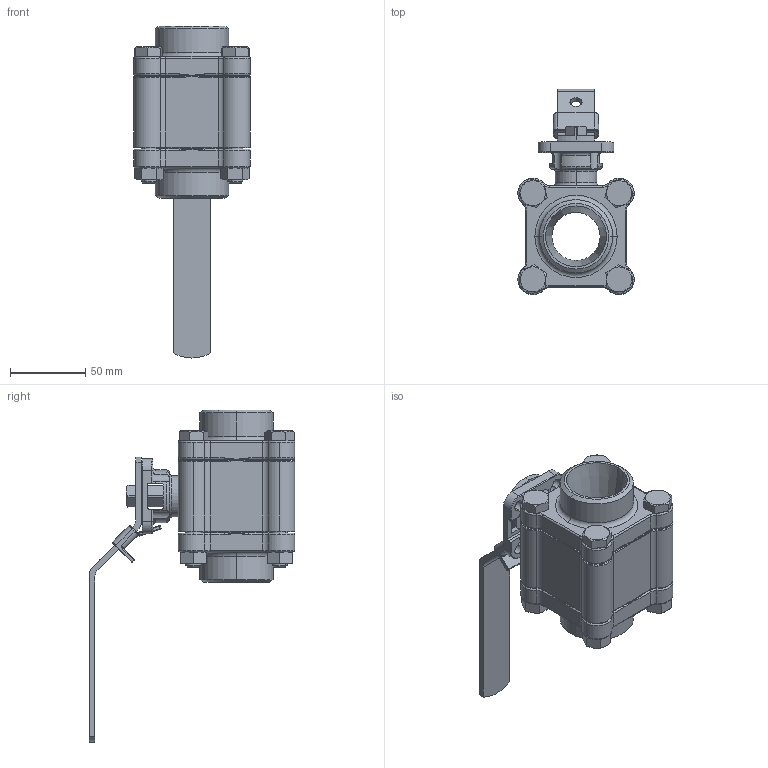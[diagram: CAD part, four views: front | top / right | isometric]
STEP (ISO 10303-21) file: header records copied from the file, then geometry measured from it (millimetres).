
FILE_DESCRIPTION (( 'STEP AP214' ), '1' );
FILE_NAME ('ZL9BK2G.STEP', '2010-09-29T05:49:51', ( 'Hsu22' ), ( 'Hollings' ), 'SwSTEP 2.0', 'SolidWorks 2008', '' );
FILE_SCHEMA (( 'AUTOMOTIVE_DESIGN' ));
Length unit declared in the file: millimetre
Products named in the file (7): SHA0L9T10E0_預設; SDDL9T10EA6_預設; YSHM10-84_預設; YNM10_預設; SB85BK2GBEX0_預設; SAL9T10TWFADX0_預設; ZL9BK2G
Assembly tree (13 placements, depth 2):
  ZL9BK2G
    YNM10_預設  x4
    SB85BK2GBEX0_預設  x2
    YSHM10-84_預設  x4
    SHA0L9T10E0_預設
    SDDL9T10EA6_預設
    SAL9T10TWFADX0_預設
Bounding box: 77.2 x 136.3 x 220.2 mm (x, y, z)
Volume: 306027.2 mm3; surface area: 116618.8 mm2
Topology: 13 solids, 13 shells, 726 faces, 1760 edges, 1032 vertices
Faces by surface type: cylinder 271, plane 181, torus 120, cone 95, bspline 39, sphere 20
Entity records: 16699 total; most frequent: CARTESIAN_POINT 4278, DIRECTION 2766, ORIENTED_EDGE 2466, EDGE_CURVE 1233, AXIS2_PLACEMENT_3D 1149, VERTEX_POINT 741, CIRCLE 648, EDGE_LOOP 568
